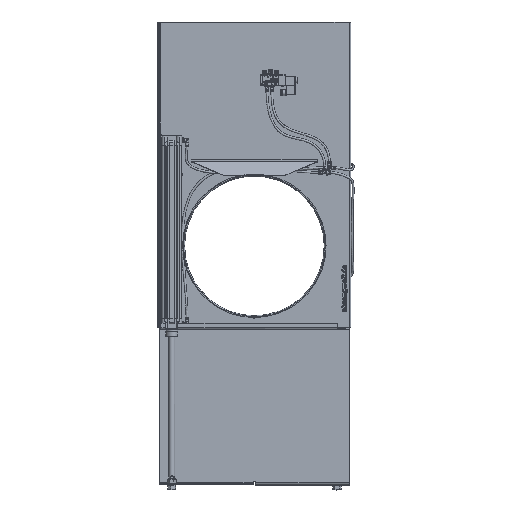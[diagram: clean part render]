
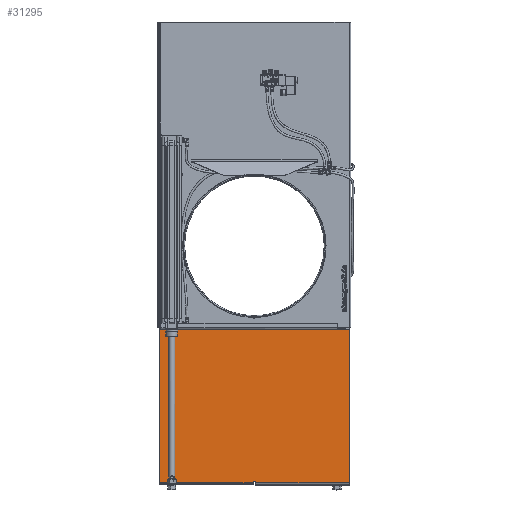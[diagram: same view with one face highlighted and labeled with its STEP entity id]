
A CAD part, top view. The second image highlights one B-rep face of the part: STEP entity #31295.
In plain terms, the highlighted face is planar.
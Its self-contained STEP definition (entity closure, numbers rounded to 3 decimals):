
#760=CIRCLE('',#33116,3.5);
#762=CIRCLE('',#33120,3.5);
#764=CIRCLE('',#33124,3.5);
#766=CIRCLE('',#33128,3.5);
#768=CIRCLE('',#33132,225.);
#1415=FACE_BOUND('',#5766,.T.);
#1416=FACE_BOUND('',#5767,.T.);
#1417=FACE_BOUND('',#5768,.T.);
#2640=PLANE('',#33178);
#3801=FACE_OUTER_BOUND('',#5765,.T.);
#5765=EDGE_LOOP('',(#23323,#23324,#23325,#23326,#23327,#23328,#23329,#23330));
#5766=EDGE_LOOP('',(#23331,#23332,#23333,#23334));
#5767=EDGE_LOOP('',(#23335,#23336,#23337,#23338));
#5768=EDGE_LOOP('',(#23339));
#8241=LINE('',#45054,#10966);
#8245=LINE('',#45065,#10970);
#8249=LINE('',#45078,#10974);
#8253=LINE('',#45089,#10978);
#8280=LINE('',#45173,#11005);
#8282=LINE('',#45181,#11007);
#8293=LINE('',#45207,#11018);
#8296=LINE('',#45213,#11021);
#8298=LINE('',#45216,#11023);
#8301=LINE('',#45222,#11026);
#8304=LINE('',#45228,#11029);
#8306=LINE('',#45231,#11031);
#10966=VECTOR('',#35955,465.);
#10970=VECTOR('',#35967,465.);
#10974=VECTOR('',#35979,465.);
#10978=VECTOR('',#35991,465.);
#11005=VECTOR('',#36076,302.5);
#11007=VECTOR('',#36082,302.5);
#11018=VECTOR('',#36115,2.);
#11021=VECTOR('',#36120,8.);
#11023=VECTOR('',#36124,2.);
#11026=VECTOR('',#36129,1005.);
#11029=VECTOR('',#36134,613.);
#11031=VECTOR('',#36138,1005.);
#14735=VERTEX_POINT('',#45044);
#14736=VERTEX_POINT('',#45045);
#14739=VERTEX_POINT('',#45053);
#14741=VERTEX_POINT('',#45059);
#14743=VERTEX_POINT('',#45068);
#14744=VERTEX_POINT('',#45069);
#14747=VERTEX_POINT('',#45077);
#14749=VERTEX_POINT('',#45083);
#14751=VERTEX_POINT('',#45092);
#14777=VERTEX_POINT('',#45160);
#14778=VERTEX_POINT('',#45164);
#14781=VERTEX_POINT('',#45178);
#14782=VERTEX_POINT('',#45180);
#14786=VERTEX_POINT('',#45205);
#14788=VERTEX_POINT('',#45211);
#14790=VERTEX_POINT('',#45220);
#14792=VERTEX_POINT('',#45226);
#18003=EDGE_CURVE('',#14735,#14736,#760,.T.);
#18007=EDGE_CURVE('',#14736,#14739,#8241,.T.);
#18010=EDGE_CURVE('',#14739,#14741,#762,.T.);
#18013=EDGE_CURVE('',#14741,#14735,#8245,.T.);
#18015=EDGE_CURVE('',#14743,#14744,#764,.T.);
#18019=EDGE_CURVE('',#14747,#14743,#8249,.T.);
#18022=EDGE_CURVE('',#14749,#14747,#766,.T.);
#18025=EDGE_CURVE('',#14744,#14749,#8253,.T.);
#18027=EDGE_CURVE('',#14751,#14751,#768,.T.);
#18066=EDGE_CURVE('',#14778,#14777,#8280,.T.);
#18069=EDGE_CURVE('',#14781,#14782,#8282,.T.);
#18083=EDGE_CURVE('',#14786,#14778,#8293,.T.);
#18086=EDGE_CURVE('',#14788,#14786,#8296,.T.);
#18088=EDGE_CURVE('',#14782,#14788,#8298,.T.);
#18091=EDGE_CURVE('',#14790,#14781,#8301,.T.);
#18094=EDGE_CURVE('',#14792,#14790,#8304,.T.);
#18096=EDGE_CURVE('',#14777,#14792,#8306,.T.);
#23323=ORIENTED_EDGE('',*,*,#18096,.F.);
#23324=ORIENTED_EDGE('',*,*,#18066,.F.);
#23325=ORIENTED_EDGE('',*,*,#18083,.F.);
#23326=ORIENTED_EDGE('',*,*,#18086,.F.);
#23327=ORIENTED_EDGE('',*,*,#18088,.F.);
#23328=ORIENTED_EDGE('',*,*,#18069,.F.);
#23329=ORIENTED_EDGE('',*,*,#18091,.F.);
#23330=ORIENTED_EDGE('',*,*,#18094,.F.);
#23331=ORIENTED_EDGE('',*,*,#18003,.T.);
#23332=ORIENTED_EDGE('',*,*,#18007,.T.);
#23333=ORIENTED_EDGE('',*,*,#18010,.T.);
#23334=ORIENTED_EDGE('',*,*,#18013,.T.);
#23335=ORIENTED_EDGE('',*,*,#18015,.T.);
#23336=ORIENTED_EDGE('',*,*,#18025,.T.);
#23337=ORIENTED_EDGE('',*,*,#18022,.T.);
#23338=ORIENTED_EDGE('',*,*,#18019,.T.);
#23339=ORIENTED_EDGE('',*,*,#18027,.T.);
#31295=ADVANCED_FACE('',(#3801,#1415,#1416,#1417),#2640,.F.);
#33116=AXIS2_PLACEMENT_3D('',#45046,#35947,#35948);
#33120=AXIS2_PLACEMENT_3D('',#45060,#35960,#35961);
#33124=AXIS2_PLACEMENT_3D('',#45070,#35971,#35972);
#33128=AXIS2_PLACEMENT_3D('',#45084,#35984,#35985);
#33132=AXIS2_PLACEMENT_3D('',#45093,#35995,#35996);
#33178=AXIS2_PLACEMENT_3D('',#45232,#36139,#36140);
#35947=DIRECTION('center_axis',(0.,1.,0.));
#35948=DIRECTION('ref_axis',(0.,0.,-1.));
#35955=DIRECTION('',(1.,0.,0.));
#35960=DIRECTION('center_axis',(0.,1.,0.));
#35961=DIRECTION('ref_axis',(0.,0.,1.));
#35967=DIRECTION('',(-1.,0.,0.));
#35971=DIRECTION('center_axis',(0.,1.,0.));
#35972=DIRECTION('ref_axis',(0.,0.,1.));
#35979=DIRECTION('',(-1.,0.,0.));
#35984=DIRECTION('center_axis',(0.,1.,0.));
#35985=DIRECTION('ref_axis',(0.,0.,-1.));
#35991=DIRECTION('',(1.,0.,0.));
#35995=DIRECTION('center_axis',(0.,1.,0.));
#35996=DIRECTION('ref_axis',(1.,0.,0.));
#36076=DIRECTION('',(0.,0.,1.));
#36082=DIRECTION('',(0.,0.,1.));
#36115=DIRECTION('',(-1.,0.,0.));
#36120=DIRECTION('',(0.,0.,1.));
#36124=DIRECTION('',(1.,0.,0.));
#36129=DIRECTION('',(-1.,0.,0.));
#36134=DIRECTION('',(0.,0.,-1.));
#36138=DIRECTION('',(1.,0.,0.));
#36139=DIRECTION('center_axis',(0.,1.,0.));
#36140=DIRECTION('ref_axis',(0.,0.,1.));
#45044=CARTESIAN_POINT('',(351.816,0.,-238.5));
#45045=CARTESIAN_POINT('',(351.816,0.,-231.5));
#45046=CARTESIAN_POINT('Origin',(351.816,0.,-235.));
#45053=CARTESIAN_POINT('',(816.816,0.,-231.5));
#45054=CARTESIAN_POINT('',(571.759,0.,-231.5));
#45059=CARTESIAN_POINT('',(816.816,0.,-238.5));
#45060=CARTESIAN_POINT('Origin',(816.816,0.,-235.));
#45065=CARTESIAN_POINT('',(339.259,0.,-238.5));
#45068=CARTESIAN_POINT('',(351.816,0.,231.5));
#45069=CARTESIAN_POINT('',(351.816,0.,238.5));
#45070=CARTESIAN_POINT('Origin',(351.816,0.,235.));
#45077=CARTESIAN_POINT('',(816.816,0.,231.5));
#45078=CARTESIAN_POINT('',(571.759,0.,231.5));
#45083=CARTESIAN_POINT('',(816.816,0.,238.5));
#45084=CARTESIAN_POINT('Origin',(816.816,0.,235.));
#45089=CARTESIAN_POINT('',(339.259,0.,238.5));
#45092=CARTESIAN_POINT('',(811.816,0.,-0.5));
#45093=CARTESIAN_POINT('Origin',(586.816,0.,-0.5));
#45160=CARTESIAN_POINT('',(-175.184,0.,306.5));
#45164=CARTESIAN_POINT('',(-175.184,0.,4.));
#45173=CARTESIAN_POINT('',(-175.184,0.,4.));
#45178=CARTESIAN_POINT('',(-175.184,0.,-306.5));
#45180=CARTESIAN_POINT('',(-175.184,0.,-4.));
#45181=CARTESIAN_POINT('',(-175.184,0.,-306.5));
#45205=CARTESIAN_POINT('',(-173.184,0.,4.));
#45207=CARTESIAN_POINT('',(-173.184,0.,4.));
#45211=CARTESIAN_POINT('',(-173.184,0.,-4.));
#45213=CARTESIAN_POINT('',(-173.184,0.,-4.));
#45216=CARTESIAN_POINT('',(-175.184,0.,-4.));
#45220=CARTESIAN_POINT('',(829.816,0.,-306.5));
#45222=CARTESIAN_POINT('',(829.816,0.,-306.5));
#45226=CARTESIAN_POINT('',(829.816,0.,306.5));
#45228=CARTESIAN_POINT('',(829.816,0.,306.5));
#45231=CARTESIAN_POINT('',(-175.184,0.,306.5));
#45232=CARTESIAN_POINT('Origin',(326.702,0.,0.));
